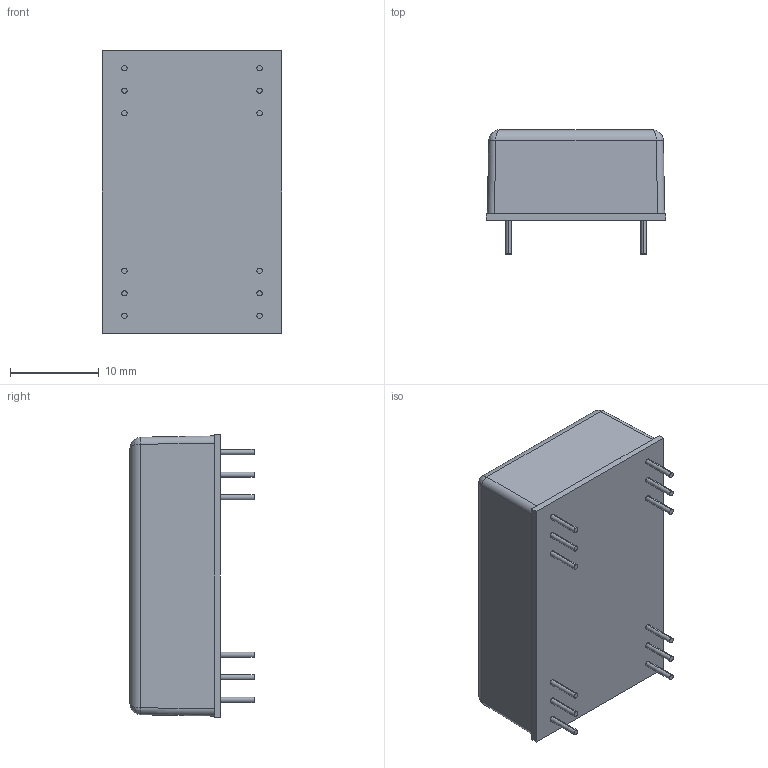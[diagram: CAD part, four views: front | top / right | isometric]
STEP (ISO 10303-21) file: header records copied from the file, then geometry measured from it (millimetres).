
FILE_DESCRIPTION (( 'STEP AP214' ), '1' );
FILE_NAME ('LKC05W.STEP', '2015-03-09T02:56:21', ( 'WinXP' ), ( 'MyPC' ), 'SwSTEP 2.0', 'SolidWorks 2012', '' );
FILE_SCHEMA (( 'AUTOMOTIVE_DESIGN' ));
Length unit declared in the file: millimetre
Products named in the file (1): LKC05W
Bounding box: 20.3 x 14 x 31.84 mm (x, y, z)
Volume: 6351.3 mm3; surface area: 2343.3 mm2
Topology: 1 solids, 1 shells, 59 faces, 124 edges, 76 vertices
Faces by surface type: cylinder 32, plane 23, bspline 4
Entity records: 1985 total; most frequent: CARTESIAN_POINT 456, DIRECTION 272, ORIENTED_EDGE 240, EDGE_CURVE 120, AXIS2_PLACEMENT_3D 108, VERTEX_POINT 76, EDGE_LOOP 72, FACE_OUTER_BOUND 59
